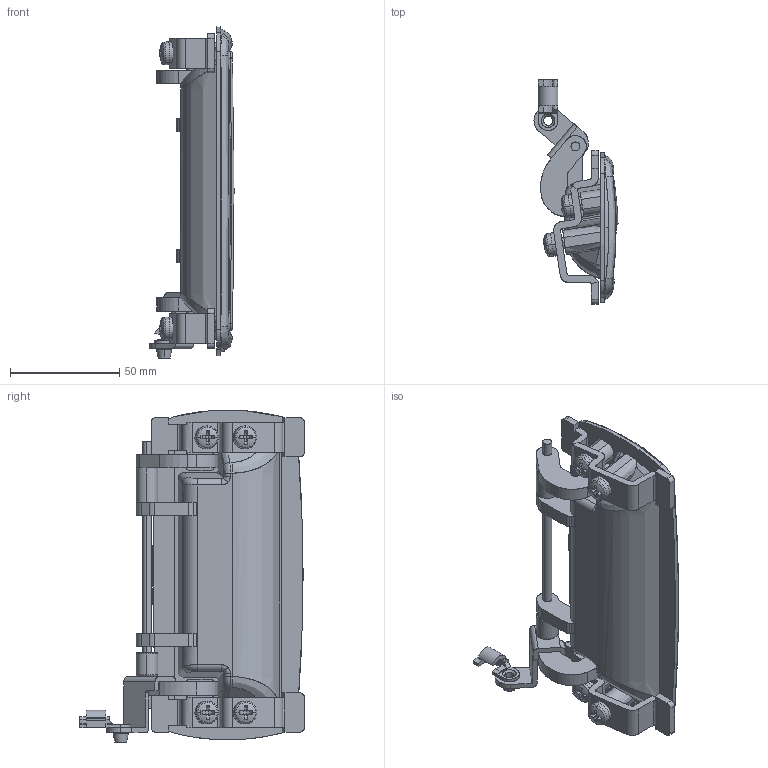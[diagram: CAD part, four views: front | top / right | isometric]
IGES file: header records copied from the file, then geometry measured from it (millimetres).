
Start section: SolidWorks IGES file using analytic representation for surfaces
Global section: file name: A-885-1-2-R.IGS; native system: SolidWorks 2018; preprocessor: SolidWorks 2018; author: 0849sm; date: 200414.111726; units: millimetre
Bounding box: 38.48 x 102.75 x 152 mm (x, y, z)
Surface area: 63061.7 mm2 (no closed solid volume)
Topology: 0 solids, 0 shells, 660 faces, 7883 edges, 7872 vertices
Faces by surface type: bspline 344, revolution 316
